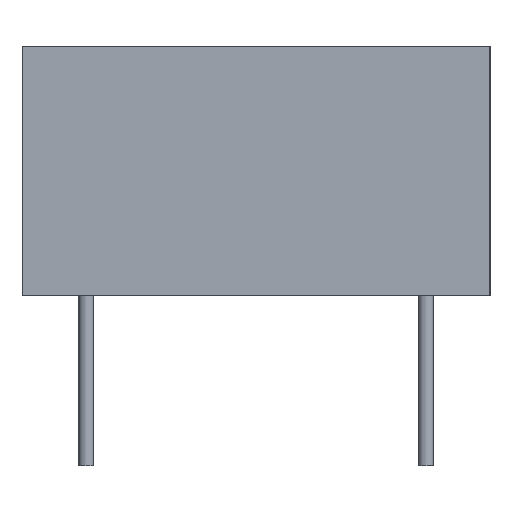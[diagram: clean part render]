
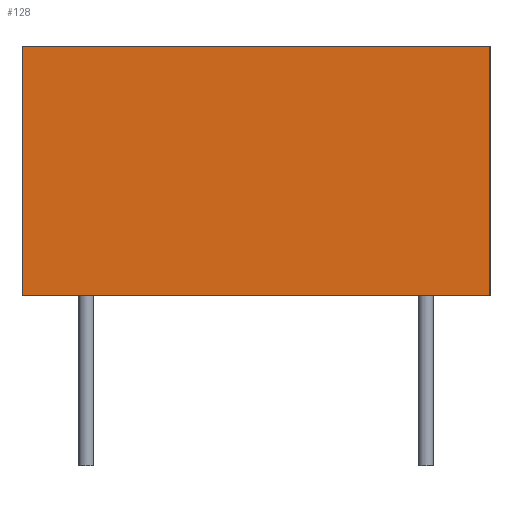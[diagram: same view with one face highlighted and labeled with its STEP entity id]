
A CAD part, left-side view. The second image highlights one B-rep face of the part: STEP entity #128.
In plain terms, the highlighted planar face has unit normal (-1, 0, 0).
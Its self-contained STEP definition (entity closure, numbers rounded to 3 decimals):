
#30=EDGE_CURVE('',#31,#33,#35,.T.);
#31=VERTEX_POINT('',#32);
#32=CARTESIAN_POINT('',(-8.65,12.08,0.0));
#33=VERTEX_POINT('',#34);
#34=CARTESIAN_POINT('',(-8.65,12.08,7.45));
#35=LINE('',#36,#37);
#36=CARTESIAN_POINT('',(-8.65,12.08,0.0));
#37=VECTOR('',#38,1.0);
#38=DIRECTION('',(0.0,0.0,1.0));
#103=VERTEX_POINT('',#104);
#104=CARTESIAN_POINT('',(-8.65,-1.92,7.45));
#110=EDGE_CURVE('',#103,#111,#113,.F.);
#111=VERTEX_POINT('',#112);
#112=CARTESIAN_POINT('',(-8.65,-1.92,0.0));
#113=LINE('',#114,#115);
#114=CARTESIAN_POINT('',(-8.65,-1.92,0.0));
#115=VECTOR('',#116,1.0);
#116=DIRECTION('',(0.0,0.0,1.0));
#128=ADVANCED_FACE('',(#129),#145,.T.);
#129=FACE_BOUND('',#130,.T.);
#130=EDGE_LOOP('',(#131,#132,#138,#139));
#131=ORIENTED_EDGE('',*,*,#110,.F.);
#132=ORIENTED_EDGE('',*,*,#133,.T.);
#133=EDGE_CURVE('',#103,#33,#134,.T.);
#134=LINE('',#135,#136);
#135=CARTESIAN_POINT('',(-8.65,-1.92,7.45));
#136=VECTOR('',#137,1.0);
#137=DIRECTION('',(0.0,1.0,0.0));
#138=ORIENTED_EDGE('',*,*,#30,.F.);
#139=ORIENTED_EDGE('',*,*,#140,.T.);
#140=EDGE_CURVE('',#31,#111,#141,.F.);
#141=LINE('',#142,#143);
#142=CARTESIAN_POINT('',(-8.65,-1.92,0.0));
#143=VECTOR('',#144,1.0);
#144=DIRECTION('',(0.0,1.0,0.0));
#145=PLANE('',#146);
#146=AXIS2_PLACEMENT_3D('',#147,#148,#149);
#147=CARTESIAN_POINT('',(-8.65,-1.92,0.0));
#148=DIRECTION('',(-1.0,0.0,0.0));
#149=DIRECTION('',(0.0,1.0,0.0));
